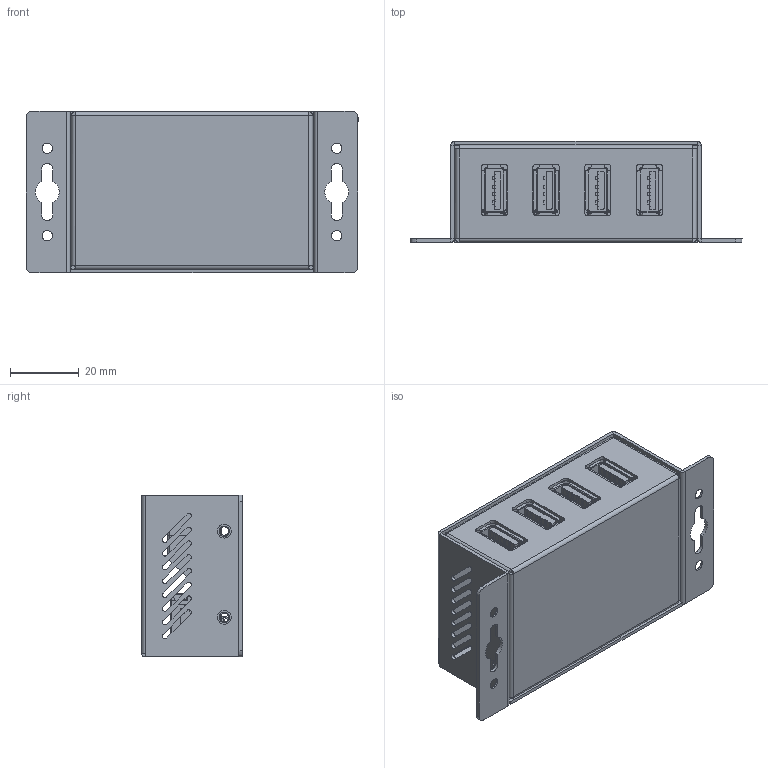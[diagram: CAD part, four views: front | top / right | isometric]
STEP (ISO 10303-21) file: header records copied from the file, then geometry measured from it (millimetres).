
FILE_DESCRIPTION(/* description */ (''),/* implementation_level */ '2;1');
FILE_NAME(/* name */ '4PMINI Assembled.stp',/* time_stamp */ '2019-08-13T15:42:37-04:00',/* author */ ('CAD PC'),/* organization */ (''),/* preprocessor_version */ 'ST-DEVELOPER v18',/* originating_system */ 'Autodesk Inventor 2020',/* authorisation */ '');
FILE_SCHEMA (('AUTOMOTIVE_DESIGN { 1 0 10303 214 3 1 1 }','AUTOMOTIVE_DESIGN { 1 0 10303 214 1 1 1 1 }'));
Products named in the file (4): Assembly52; Part63; CG-3510S4_Stripped; Part64
Assembly tree (3 placements, depth 2):
  Assembly52
    Part63
    CG-3510S4_Stripped
    Part64
Bounding box: 96.35 x 29.25 x 47 mm (x, y, z)
Volume: 25370.5 mm3; surface area: 52527.8 mm2
Topology: 23 solids, 29 shells, 3345 faces, 9697 edges, 6380 vertices
Faces by surface type: plane 2673, cylinder 620, bspline 29, torus 11, cone 8, sphere 4
Full cylindrical faces by diameter (mm): 0.7 x41, 0.92 x4, 1.5 x3, 1.8 x1, 2 x5, 2.3 x2, 2.45 x4, 2.459 x4, 3 x8, 3.2 x6, 5.25 x4, 6.4 x1
Entity records: 113365 total; most frequent: CARTESIAN_POINT 20545, ORIENTED_EDGE 19184, DIRECTION 17739, EDGE_CURVE 9657, LINE 8071, VECTOR 8071, VERTEX_POINT 6313, AXIS2_PLACEMENT_3D 4834
